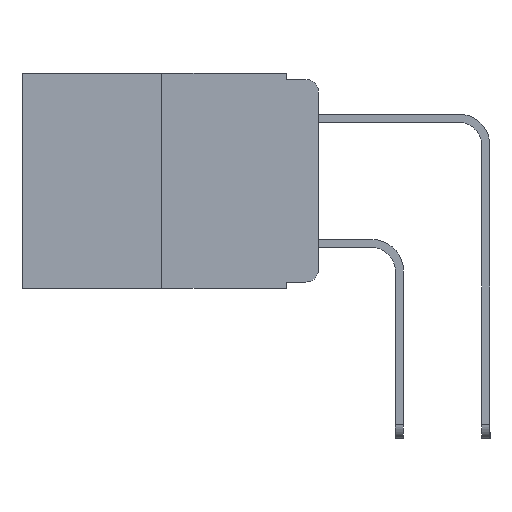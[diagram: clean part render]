
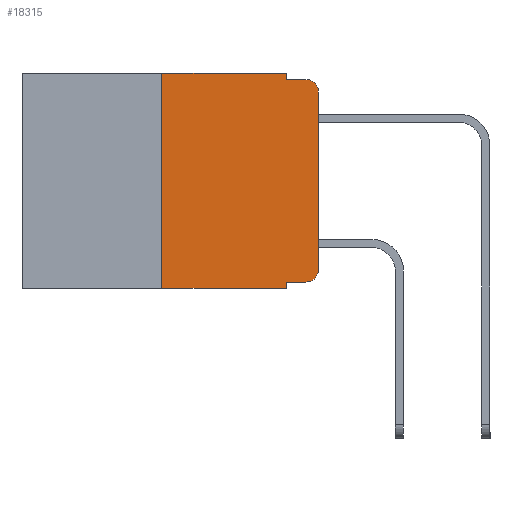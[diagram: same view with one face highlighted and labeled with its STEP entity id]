
A CAD part, left-side view. The second image highlights one B-rep face of the part: STEP entity #18315.
In plain terms, the highlighted planar face has unit normal (-1, 0, 0).
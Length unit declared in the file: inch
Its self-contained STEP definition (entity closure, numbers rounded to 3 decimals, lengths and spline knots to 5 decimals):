
#335 = DIRECTION ( 'NONE',  ( 0., 0., -1. ) ) ;
#507 = DIRECTION ( 'NONE',  ( 0., -1., 0. ) ) ;
#620 = PLANE ( 'NONE',  #19177 ) ;
#1104 = CARTESIAN_POINT ( 'NONE',  ( 0., 0.051, 0. ) ) ;
#1126 = CARTESIAN_POINT ( 'NONE',  ( 0., 0.051, -0.01 ) ) ;
#1249 = VECTOR ( 'NONE', #14200, 39.37008 ) ;
#1289 = VERTEX_POINT ( 'NONE', #18108 ) ;
#1953 = DIRECTION ( 'NONE',  ( 0., 0., -1. ) ) ;
#1954 = LINE ( 'NONE', #1104, #13507 ) ;
#2104 = CARTESIAN_POINT ( 'NONE',  ( 0., 0.473, -0.343 ) ) ;
#2216 = VERTEX_POINT ( 'NONE', #17287 ) ;
#2515 = VERTEX_POINT ( 'NONE', #4706 ) ;
#3056 = EDGE_CURVE ( 'NONE', #14268, #13944, #17971, .T. ) ;
#3110 = VERTEX_POINT ( 'NONE', #12543 ) ;
#3139 = ORIENTED_EDGE ( 'NONE', *, *, #4099, .F. ) ;
#3299 = VERTEX_POINT ( 'NONE', #9441 ) ;
#3509 = VERTEX_POINT ( 'NONE', #1126 ) ;
#4021 = DIRECTION ( 'NONE',  ( 0., 0., 1. ) ) ;
#4099 = EDGE_CURVE ( 'NONE', #10142, #1289, #6421, .T. ) ;
#4706 = CARTESIAN_POINT ( 'NONE',  ( 0., 0.02, -0.01 ) ) ;
#4805 = EDGE_CURVE ( 'NONE', #1289, #3509, #1954, .T. ) ;
#5178 = EDGE_CURVE ( 'NONE', #13944, #3299, #12373, .T. ) ;
#5380 = DIRECTION ( 'NONE',  ( 1., 0., 0. ) ) ;
#5432 = CARTESIAN_POINT ( 'NONE',  ( 0., 0.051, -0.01 ) ) ;
#5839 = ORIENTED_EDGE ( 'NONE', *, *, #18817, .F. ) ;
#5855 = DIRECTION ( 'NONE',  ( 0., 0., -1. ) ) ;
#6102 = ORIENTED_EDGE ( 'NONE', *, *, #8905, .F. ) ;
#6421 = LINE ( 'NONE', #18090, #1249 ) ;
#6518 = VERTEX_POINT ( 'NONE', #16409 ) ;
#6712 = LINE ( 'NONE', #18157, #18201 ) ;
#7009 = DIRECTION ( 'NONE',  ( 0., -1., 0. ) ) ;
#7160 = EDGE_LOOP ( 'NONE', ( #12796, #14796, #5839, #16551, #3139, #6102, #19202, #10561, #12349, #8480 ) ) ;
#7755 = LINE ( 'NONE', #18085, #15424 ) ;
#8407 = AXIS2_PLACEMENT_3D ( 'NONE', #9191, #19161, #10686 ) ;
#8480 = ORIENTED_EDGE ( 'NONE', *, *, #5178, .T. ) ;
#8508 = FACE_OUTER_BOUND ( 'NONE', #7160, .T. ) ;
#8905 = EDGE_CURVE ( 'NONE', #6518, #10142, #16216, .T. ) ;
#8973 = LINE ( 'NONE', #2104, #16152 ) ;
#9191 = CARTESIAN_POINT ( 'NONE',  ( 0., 0.02, -0.313 ) ) ;
#9441 = CARTESIAN_POINT ( 'NONE',  ( 0., 0., -0.313 ) ) ;
#9621 = DIRECTION ( 'NONE',  ( -1., 0., 0. ) ) ;
#9883 = CARTESIAN_POINT ( 'NONE',  ( 0., 0.473, 0. ) ) ;
#10142 = VERTEX_POINT ( 'NONE', #18481 ) ;
#10561 = ORIENTED_EDGE ( 'NONE', *, *, #16337, .F. ) ;
#10636 = CARTESIAN_POINT ( 'NONE',  ( 0., 0.02, -0.333 ) ) ;
#10686 = DIRECTION ( 'NONE',  ( 0., 0., -1. ) ) ;
#11273 = LINE ( 'NONE', #5432, #14621 ) ;
#11539 = CARTESIAN_POINT ( 'NONE',  ( 0., 0.25, 0. ) ) ;
#11610 = DIRECTION ( 'NONE',  ( 0., -1., 0. ) ) ;
#12182 = EDGE_CURVE ( 'NONE', #3299, #3110, #7755, .T. ) ;
#12349 = ORIENTED_EDGE ( 'NONE', *, *, #3056, .T. ) ;
#12373 = CIRCLE ( 'NONE', #8407, 0.02 ) ;
#12543 = CARTESIAN_POINT ( 'NONE',  ( 0., 0., -0.03 ) ) ;
#12796 = ORIENTED_EDGE ( 'NONE', *, *, #12182, .T. ) ;
#12857 = CARTESIAN_POINT ( 'NONE',  ( 0., 0.051, -0.333 ) ) ;
#13507 = VECTOR ( 'NONE', #5855, 39.37008 ) ;
#13846 = DIRECTION ( 'NONE',  ( 0., 0., 1. ) ) ;
#13944 = VERTEX_POINT ( 'NONE', #10636 ) ;
#14200 = DIRECTION ( 'NONE',  ( 0., -1., 0. ) ) ;
#14221 = VECTOR ( 'NONE', #11610, 39.37008 ) ;
#14268 = VERTEX_POINT ( 'NONE', #15653 ) ;
#14621 = VECTOR ( 'NONE', #7009, 39.37008 ) ;
#14796 = ORIENTED_EDGE ( 'NONE', *, *, #16939, .T. ) ;
#15424 = VECTOR ( 'NONE', #13846, 39.37008 ) ;
#15547 = CIRCLE ( 'NONE', #18359, 0.02 ) ;
#15638 = DIRECTION ( 'NONE',  ( 0., 0., -1. ) ) ;
#15653 = CARTESIAN_POINT ( 'NONE',  ( 0., 0.051, -0.333 ) ) ;
#15776 = VECTOR ( 'NONE', #4021, 39.37008 ) ;
#16152 = VECTOR ( 'NONE', #507, 39.37008 ) ;
#16216 = LINE ( 'NONE', #11539, #15776 ) ;
#16337 = EDGE_CURVE ( 'NONE', #14268, #2216, #6712, .T. ) ;
#16409 = CARTESIAN_POINT ( 'NONE',  ( 0., 0.25, -0.343 ) ) ;
#16551 = ORIENTED_EDGE ( 'NONE', *, *, #4805, .F. ) ;
#16939 = EDGE_CURVE ( 'NONE', #3110, #2515, #15547, .T. ) ;
#17287 = CARTESIAN_POINT ( 'NONE',  ( 0., 0.051, -0.343 ) ) ;
#17971 = LINE ( 'NONE', #12857, #14221 ) ;
#18085 = CARTESIAN_POINT ( 'NONE',  ( 0., 0., 0. ) ) ;
#18090 = CARTESIAN_POINT ( 'NONE',  ( 0., 0.473, 0. ) ) ;
#18108 = CARTESIAN_POINT ( 'NONE',  ( 0., 0.051, 0. ) ) ;
#18137 = CARTESIAN_POINT ( 'NONE',  ( 0., 0.02, -0.03 ) ) ;
#18157 = CARTESIAN_POINT ( 'NONE',  ( 0., 0.051, 0. ) ) ;
#18201 = VECTOR ( 'NONE', #1953, 39.37008 ) ;
#18315 = ADVANCED_FACE ( 'NONE', ( #8508 ), #620, .F. ) ;
#18359 = AXIS2_PLACEMENT_3D ( 'NONE', #18137, #9621, #335 ) ;
#18481 = CARTESIAN_POINT ( 'NONE',  ( 0., 0.25, 0. ) ) ;
#18817 = EDGE_CURVE ( 'NONE', #3509, #2515, #11273, .T. ) ;
#19161 = DIRECTION ( 'NONE',  ( -1., 0., 0. ) ) ;
#19177 = AXIS2_PLACEMENT_3D ( 'NONE', #9883, #5380, #15638 ) ;
#19202 = ORIENTED_EDGE ( 'NONE', *, *, #19211, .T. ) ;
#19211 = EDGE_CURVE ( 'NONE', #6518, #2216, #8973, .T. ) ;
